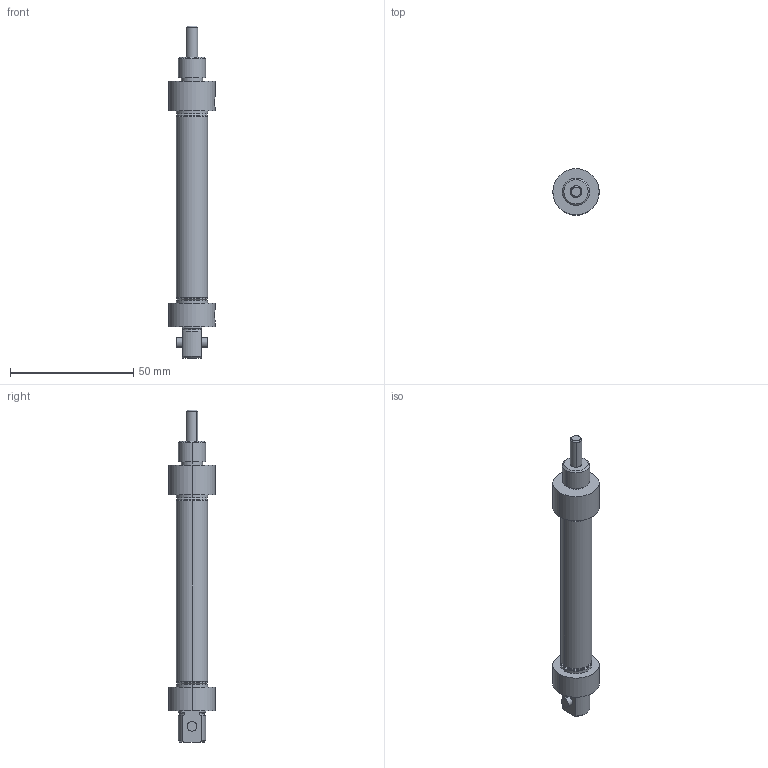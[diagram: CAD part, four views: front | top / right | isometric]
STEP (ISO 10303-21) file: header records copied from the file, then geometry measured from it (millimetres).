
FILE_DESCRIPTION (( 'STEP AP214' ), '1' );
FILE_NAME ('A07020DP.step', '2017-04-04T21:06:22', ( '' ), ( '' ), 'SwSTEP 2.0', 'SolidWorks 2017', '' );
FILE_SCHEMA (( 'AUTOMOTIVE_DESIGN' ));
Length unit declared in the file: inch
Products named in the file (4): A07020DP-Rod; A07020DP-Pin; A07020DP-MainBody; A07020DP
Assembly tree (3 placements, depth 2):
  A07020DP
    A07020DP-MainBody
    A07020DP-Pin
    A07020DP-Rod
Bounding box: 18.8 x 18.8 x 134.87 mm (x, y, z)
Volume: 13660.2 mm3; surface area: 11482.9 mm2
Topology: 3 solids, 3 shells, 89 faces, 198 edges, 122 vertices
Faces by surface type: cylinder 44, plane 23, cone 18, torus 4
Entity records: 3113 total; most frequent: CARTESIAN_POINT 721, DIRECTION 456, ORIENTED_EDGE 388, EDGE_CURVE 194, AXIS2_PLACEMENT_3D 191, VERTEX_POINT 122, EDGE_LOOP 104, CIRCLE 96
